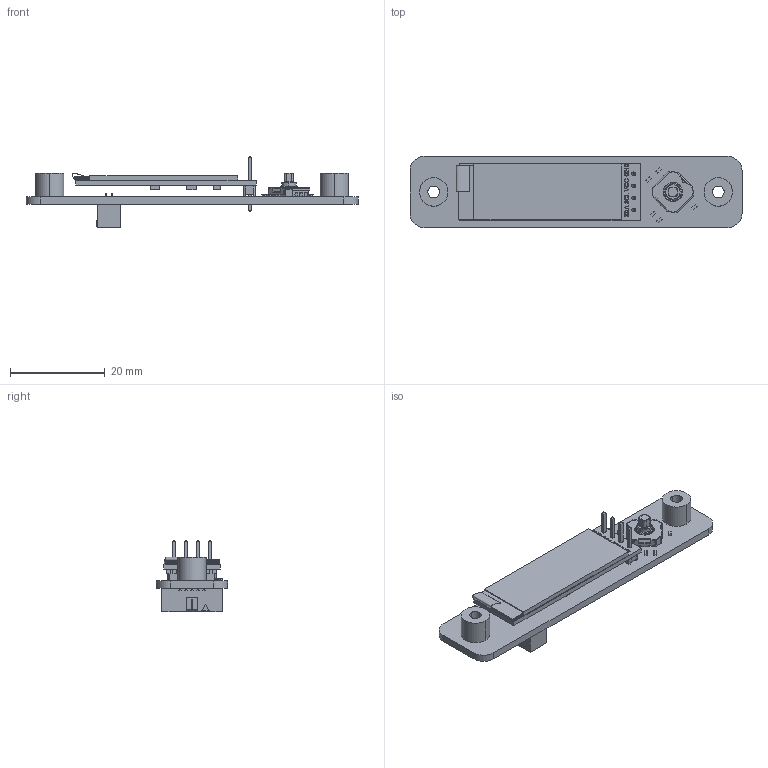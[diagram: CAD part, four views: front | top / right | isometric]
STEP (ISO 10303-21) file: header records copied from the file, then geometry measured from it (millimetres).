
FILE_DESCRIPTION(('Open CASCADE Model'),'2;1');
FILE_NAME('Open CASCADE Shape Model','2025-06-13T20:37:37',('Author'),( 'Open CASCADE'),'Open CASCADE STEP processor 7.5','Open CASCADE 7.5' ,'Unknown');
FILE_SCHEMA(('AUTOMOTIVE_DESIGN { 1 0 10303 214 1 1 1 1 }'));
Length unit declared in the file: millimetre
Products named in the file (29): PCB; Board; Open CASCADE STEP translator 7.5 1.1.1; S1; AlpsAlpine_SKRHAC; R5; RES_0402; R4; R3; R2; R1; M2; 9774050360R (rev1); M1; J2; 61300411121 (rev1); 61300411121; 6130xx11121_PIN; J1; 62701021621; 62701021621 (rev1); 62701020621; 6270xx21621_Pin; Free-Models; OLED; OLED 32x 128; Default
Assembly tree (45 placements, depth 5):
  PCB
    Board
      Open CASCADE STEP translator 7.5 1.1.1
    S1
      AlpsAlpine_SKRHAC
    R5
      RES_0402
    R4
      RES_0402
    R3
      RES_0402
    R2
      RES_0402
    R1
      RES_0402
    M2
      9774050360R (rev1)
        9774050360R (rev1)
    M1
      9774050360R (rev1)
        9774050360R (rev1)
    J2
      61300411121 (rev1)
        61300411121 (rev1)
          61300411121
          6130xx11121_PIN  x4
    J1
      62701021621
        62701021621 (rev1)
          62701020621
          6270xx21621_Pin  x10
    Free-Models
      OLED
        OLED 32x 128
          Default
Bounding box: 70 x 15 x 15.03 mm (x, y, z)
Volume: 3088.9 mm3; surface area: 5187.9 mm2
Topology: 26 solids, 26 shells, 1162 faces, 2981 edges, 1888 vertices
Faces by surface type: plane 914, cylinder 123, bspline 74, extrusion 45, cone 6
Full cylindrical faces by diameter (mm): 0.7 x10, 0.75 x1, 1.05 x1, 1.1 x4, 4.4 x2
Entity records: 36681 total; most frequent: CARTESIAN_POINT 12278, ORIENTED_EDGE 4596, DIRECTION 3922, EDGE_CURVE 2298, VECTOR 1864, LINE 1819, VERTEX_POINT 1475, AXIS2_PLACEMENT_3D 1029
